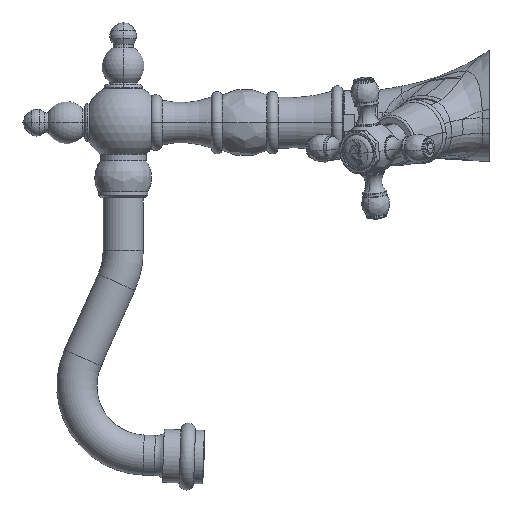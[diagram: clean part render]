
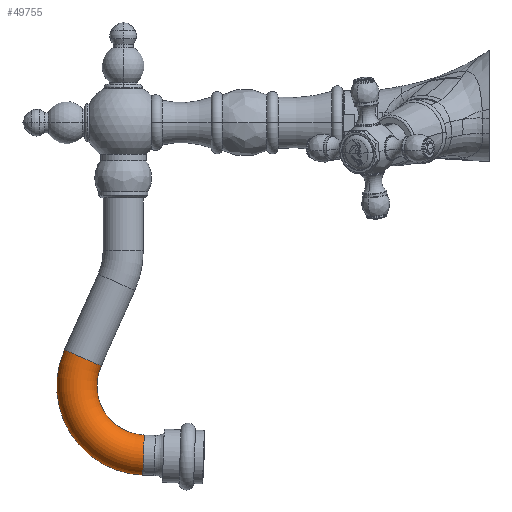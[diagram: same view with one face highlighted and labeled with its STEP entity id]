
A CAD part, left-side view. The second image highlights one B-rep face of the part: STEP entity #49755.
In plain terms, the highlighted toroidal (fillet/blend) face has major radius 31 mm and minor radius 9 mm.
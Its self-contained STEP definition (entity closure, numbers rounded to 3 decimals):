
#48504=CARTESIAN_POINT('',(0.,182.428,
-108.056));
#48505=DIRECTION('',(0.,-0.407,0.914));
#48506=DIRECTION('',(0.,0.914,0.407));
#48507=AXIS2_PLACEMENT_3D('',#48504,#48505,#48506);
#48514=CARTESIAN_POINT('',(0.,154.108,
-120.665));
#48515=DIRECTION('',(-1.,0.,0.));
#48516=DIRECTION('',(0.,0.914,0.407));
#48517=AXIS2_PLACEMENT_3D('',#48514,#48515,#48516);
#48519=CARTESIAN_POINT('',(0.,154.108,
-120.665));
#48520=DIRECTION('',(1.,0.,0.));
#48521=DIRECTION('',(0.,0.035,-0.999));
#48522=AXIS2_PLACEMENT_3D('',#48519,#48520,#48521);
#48533=CARTESIAN_POINT('',(0.,155.19,
-151.646));
#48534=DIRECTION('',(0.,0.999,0.035));
#48535=DIRECTION('',(0.,0.035,-0.999));
#48536=AXIS2_PLACEMENT_3D('',#48533,#48534,#48535);
#49546=CARTESIAN_POINT('',(0.,190.65,
-104.396));
#49547=VERTEX_POINT('',#49546);
#49548=CARTESIAN_POINT('',(0.,174.206,
-111.717));
#49549=VERTEX_POINT('',#49548);
#49550=CARTESIAN_POINT('',(0.,154.876,
-142.652));
#49551=VERTEX_POINT('',#49550);
#49552=CARTESIAN_POINT('',(0.,155.504,
-160.641));
#49553=VERTEX_POINT('',#49552);
#49741=CARTESIAN_POINT('',(0.,154.108,
-120.665));
#49742=DIRECTION('',(-1.,0.,0.));
#49743=DIRECTION('',(0.,-0.914,-0.407));
#49744=AXIS2_PLACEMENT_3D('',#49741,#49742,#49743);
#49745=TOROIDAL_SURFACE('',#49744,31.,9.);
#49746=ORIENTED_EDGE('',*,*,#49735,.T.);
#49748=ORIENTED_EDGE('',*,*,#49747,.F.);
#49750=ORIENTED_EDGE('',*,*,#49749,.F.);
#49752=ORIENTED_EDGE('',*,*,#49751,.F.);
#49753=EDGE_LOOP('',(#49746,#49748,#49750,#49752));
#49754=FACE_OUTER_BOUND('',#49753,.F.);
#48508=CIRCLE('',#48507,9.);
#48518=CIRCLE('',#48517,40.);
#48523=CIRCLE('',#48522,22.);
#48537=CIRCLE('',#48536,9.);
#49735=EDGE_CURVE('',#49547,#49549,#48508,.T.);
#49747=EDGE_CURVE('',#49551,#49549,#48523,.T.);
#49749=EDGE_CURVE('',#49553,#49551,#48537,.T.);
#49751=EDGE_CURVE('',#49547,#49553,#48518,.T.);
#49755=ADVANCED_FACE('',(#49754),#49745,.T.);
